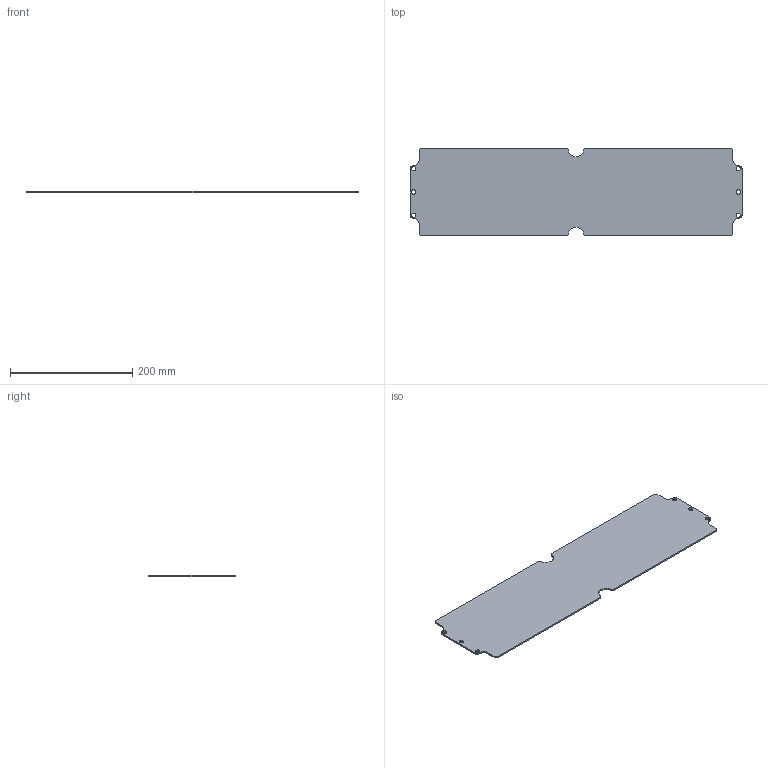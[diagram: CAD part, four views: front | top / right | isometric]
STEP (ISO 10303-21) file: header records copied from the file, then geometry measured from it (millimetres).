
FILE_DESCRIPTION(/* description */ ('Mo.-Pl. MBA / MBP 3616xx'),/* implementation_level */ '2;1');
FILE_NAME(/* name */ '0112101000 - Mo-Platte MBA-MBP 5616xx.stp',/* time_stamp */ '2017-01-03T10:43:58+01:00',/* author */ ('robin.rentz'),/* organization */ (''),/* preprocessor_version */ 'ST-DEVELOPER v16.5',/* originating_system */ 'Autodesk Inventor 2017',/* authorisation */ '');
FILE_SCHEMA (('AUTOMOTIVE_DESIGN { 1 0 10303 214 3 1 1 }'));
Length unit declared in the file: millimetre
Products named in the file (1): 0112101000 - Mo-Platte MBA-MBP 5616xx
Bounding box: 544 x 144 x 2.5 mm (x, y, z)
Volume: 189485 mm3; surface area: 155350.8 mm2
Topology: 1 solids, 1 shells, 36 faces, 102 edges, 68 vertices
Faces by surface type: cylinder 24, plane 12
Full cylindrical faces by diameter (mm): 7 x6
Entity records: 1218 total; most frequent: DIRECTION 218, CARTESIAN_POINT 201, ORIENTED_EDGE 192, EDGE_CURVE 96, AXIS2_PLACEMENT_3D 85, VERTEX_POINT 68, EDGE_LOOP 54, LINE 48
